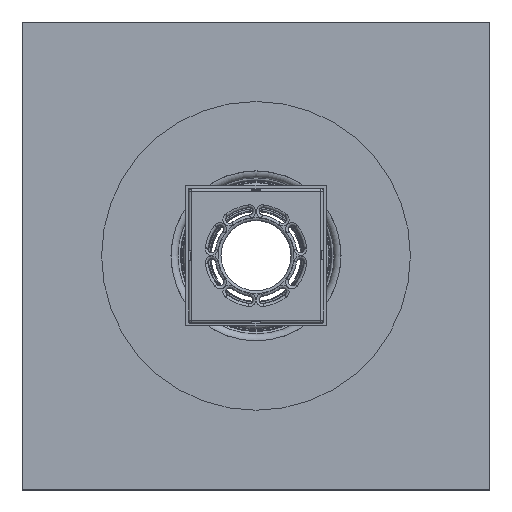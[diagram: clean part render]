
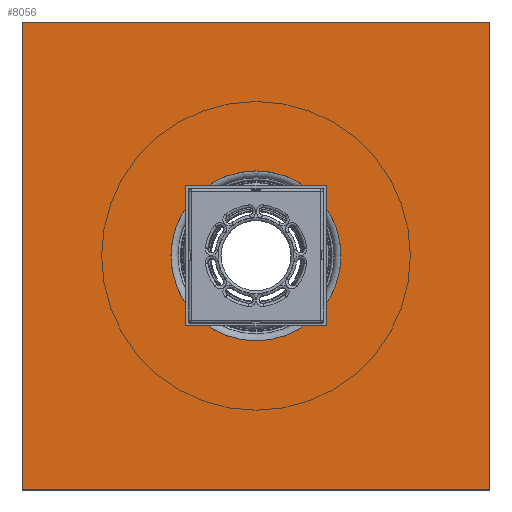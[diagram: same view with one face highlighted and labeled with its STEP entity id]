
A CAD part, top view. The second image highlights one B-rep face of the part: STEP entity #8056.
In plain terms, the highlighted planar face has unit normal (0, 0, 1).
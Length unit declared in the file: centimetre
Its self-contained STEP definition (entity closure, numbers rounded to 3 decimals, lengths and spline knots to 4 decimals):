
#582=FACE_BOUND('',#2383,.T.);
#1006=CIRCLE('',#9910,90.8789);
#1758=FACE_OUTER_BOUND('',#2382,.T.);
#2382=EDGE_LOOP('',(#6262,#6263,#6264,#6265));
#2383=EDGE_LOOP('',(#6266));
#3151=VERTEX_POINT('',#15811);
#3152=VERTEX_POINT('',#15813);
#3154=VERTEX_POINT('',#15819);
#3157=VERTEX_POINT('',#15824);
#3159=VERTEX_POINT('',#15837);
#4234=EDGE_CURVE('',#3151,#3152,#8594,.T.);
#4240=EDGE_CURVE('',#3157,#3154,#8600,.T.);
#4241=EDGE_CURVE('',#3152,#3157,#8601,.T.);
#4244=EDGE_CURVE('',#3151,#3154,#8604,.T.);
#4246=EDGE_CURVE('',#3159,#3159,#1006,.T.);
#6262=ORIENTED_EDGE('',*,*,#4244,.T.);
#6263=ORIENTED_EDGE('',*,*,#4240,.F.);
#6264=ORIENTED_EDGE('',*,*,#4241,.F.);
#6265=ORIENTED_EDGE('',*,*,#4234,.F.);
#6266=ORIENTED_EDGE('',*,*,#4246,.T.);
#7708=PLANE('',#9909);
#8056=ADVANCED_FACE('',(#1758,#582),#7708,.F.);
#8594=LINE('',#15814,#9017);
#8600=LINE('',#15826,#9023);
#8601=LINE('',#15828,#9024);
#8604=LINE('',#15832,#9027);
#9017=VECTOR('',#12224,1.);
#9023=VECTOR('',#12232,1.);
#9024=VECTOR('',#12235,1.);
#9027=VECTOR('',#12240,1.);
#9909=AXIS2_PLACEMENT_3D('',#15836,#12245,#12246);
#9910=AXIS2_PLACEMENT_3D('',#15838,#12247,#12248);
#12224=DIRECTION('',(1.,0.,0.));
#12232=DIRECTION('',(-1.,0.,0.));
#12235=DIRECTION('',(0.,-1.,0.));
#12240=DIRECTION('',(0.,-1.,0.));
#12245=DIRECTION('center_axis',(0.,0.,-1.));
#12246=DIRECTION('ref_axis',(0.,-1.,0.));
#12247=DIRECTION('center_axis',(0.,0.,-1.));
#12248=DIRECTION('ref_axis',(1.,0.,0.));
#15811=CARTESIAN_POINT('',(-250.,250.,379.2291));
#15813=CARTESIAN_POINT('',(250.,250.,379.2291));
#15814=CARTESIAN_POINT('',(0.,250.,379.2291));
#15819=CARTESIAN_POINT('',(-250.,-250.,379.2291));
#15824=CARTESIAN_POINT('',(250.,-250.,379.2291));
#15826=CARTESIAN_POINT('',(0.,-250.,379.2291));
#15828=CARTESIAN_POINT('',(250.,0.,379.2291));
#15832=CARTESIAN_POINT('',(-250.,0.,379.2291));
#15836=CARTESIAN_POINT('Origin',(0.,0.,
379.2291));
#15837=CARTESIAN_POINT('',(0.,-90.8789,379.2291));
#15838=CARTESIAN_POINT('Origin',(0.,0.,
379.2291));
